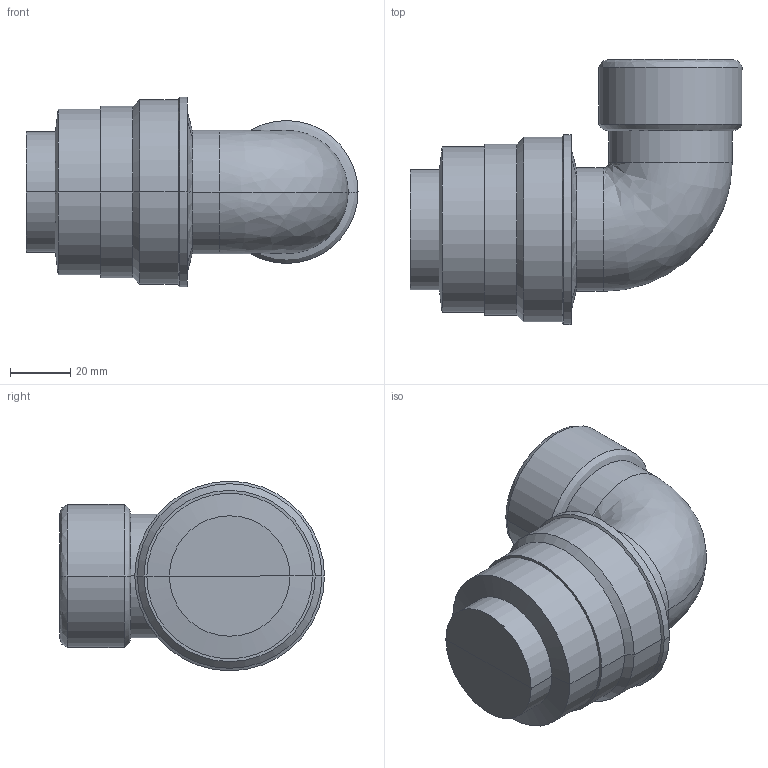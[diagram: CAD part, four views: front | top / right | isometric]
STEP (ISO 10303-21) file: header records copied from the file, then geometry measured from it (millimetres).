
FILE_DESCRIPTION(/* description */ (''),/* implementation_level */ '2;1');
FILE_NAME(/* name */ 'Plumbing_Joints_Aignep_Elbow-Connector-Female-Tube-90160-3DView-Preview',/* time_stamp */ '2025-08-20T22:05:08+03:00',/* author */ (''),/* organization */ (''),/* preprocessor_version */ 'ST-DEVELOPER v20',/* originating_system */ '',/* authorisation */ '');
FILE_SCHEMA (('AP242_MANAGED_MODEL_BASED_3D_ENGINEERING_MIM_LF { 1 0 10303 442 1 1 4 }'));
Length unit declared in the file: millimetre
Products named in the file (6): TopLevelAssembly; 90160; Sweep; Model Lines; Model Lines_1; Model Lines_2
Assembly tree (5 placements, depth 2):
  TopLevelAssembly
    90160
    Sweep
    Model Lines
    Model Lines_1
    Model Lines_2
Bounding box: 110.25 x 88 x 63 mm (x, y, z)
Volume: 246257.2 mm3; surface area: 32869.6 mm2
Topology: 4 solids, 4 shells, 50 faces, 93 edges, 54 vertices
Faces by surface type: cylinder 20, plane 16, bspline 14
Entity records: 1516 total; most frequent: CARTESIAN_POINT 374, DIRECTION 244, ORIENTED_EDGE 180, AXIS2_PLACEMENT_3D 104, EDGE_CURVE 90, CIRCLE 53, FACE_OUTER_BOUND 50, EDGE_LOOP 50
